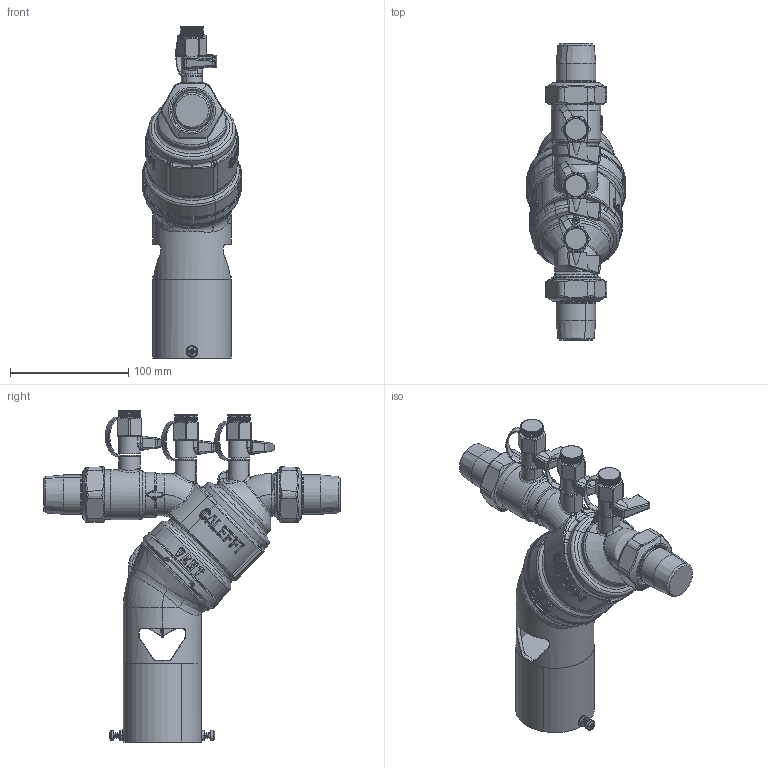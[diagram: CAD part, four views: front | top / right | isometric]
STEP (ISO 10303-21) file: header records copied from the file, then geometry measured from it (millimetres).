
FILE_DESCRIPTION(('CATIA V5 STEP Exchange'),'2;1');
FILE_NAME('STEP_580060_-_TST.stp','2018-02-05T08:40:12+00:00',('none'),('none'),'CATIA Version 5-6 Release 2016 SP4','CATIA V5 STEP AP203','none');
FILE_SCHEMA(('CONFIG_CONTROL_DESIGN'));
Products named in the file (1): _5800600001_sw0001
Bounding box: 83.98 x 250.5 x 280.3 mm (x, y, z)
Surface area: 144645.8 mm2 (no closed solid volume)
Topology: 0 solids, 85 shells, 2626 faces, 7977 edges, 5042 vertices
Faces by surface type: cylinder 773, plane 733, bspline 631, torus 284, cone 127, sphere 78
Entity records: 117986 total; most frequent: CARTESIAN_POINT 60551, ORIENTED_EDGE 13154, DIRECTION 8544, EDGE_CURVE 7814, VERTEX_POINT 5042, AXIS2_PLACEMENT_3D 3873, VECTOR 2676, LINE 2676
